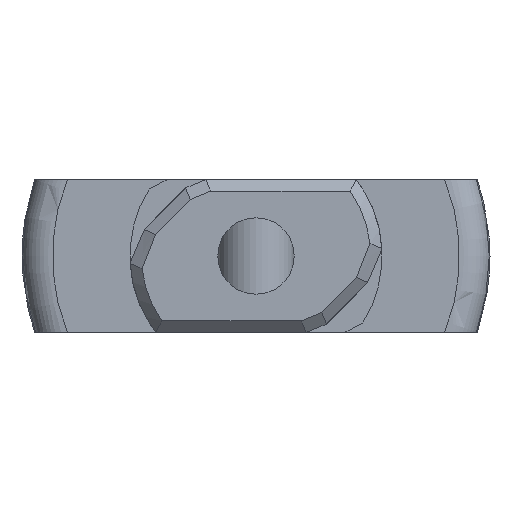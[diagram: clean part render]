
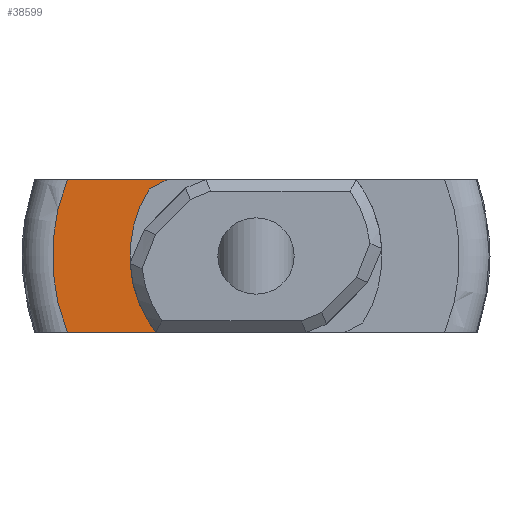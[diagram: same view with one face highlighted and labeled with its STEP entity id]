
A CAD part, left-side view. The second image highlights one B-rep face of the part: STEP entity #38599.
In plain terms, the highlighted planar face has unit normal (-1, 0, 0).
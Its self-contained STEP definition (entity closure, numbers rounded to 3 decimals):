
#722 = PLANE('',#723);
#723 = AXIS2_PLACEMENT_3D('',#724,#725,#726);
#724 = CARTESIAN_POINT('',(-6.25,-6.25,2.));
#725 = DIRECTION('',(0.,0.,1.));
#726 = DIRECTION('',(0.,1.,0.));
#17305 = VERTEX_POINT('',#17306);
#17306 = CARTESIAN_POINT('',(0.,4.94,2.));
#17340 = TOROIDAL_SURFACE('',#17341,5.329,0.8);
#17341 = AXIS2_PLACEMENT_3D('',#17342,#17343,#17344);
#17342 = CARTESIAN_POINT('',(0.8,0.,0.));
#17343 = DIRECTION('',(1.,0.,0.));
#17344 = DIRECTION('',(0.,0.,-1.));
#17374 = EDGE_CURVE('',#17305,#17375,#17377,.T.);
#17375 = VERTEX_POINT('',#17376);
#17376 = CARTESIAN_POINT('',(0.,2.327,2.));
#17377 = SURFACE_CURVE('',#17378,(#17382,#17389),.PCURVE_S1.);
#17378 = LINE('',#17379,#17380);
#17379 = CARTESIAN_POINT('',(0.,5.79,2.));
#17380 = VECTOR('',#17381,1.);
#17381 = DIRECTION('',(0.,-1.,0.));
#17382 = PCURVE('',#722,#17383);
#17383 = DEFINITIONAL_REPRESENTATION('',(#17384),#17388);
#17384 = LINE('',#17385,#17386);
#17385 = CARTESIAN_POINT('',(12.04,-6.25));
#17386 = VECTOR('',#17387,1.);
#17387 = DIRECTION('',(-1.,-0.));
#17388 = ( GEOMETRIC_REPRESENTATION_CONTEXT(2) 
PARAMETRIC_REPRESENTATION_CONTEXT() REPRESENTATION_CONTEXT('2D SPACE',''
  ) );
#17389 = PCURVE('',#17390,#17395);
#17390 = PLANE('',#17391);
#17391 = AXIS2_PLACEMENT_3D('',#17392,#17393,#17394);
#17392 = CARTESIAN_POINT('',(0.,5.329,
    0.));
#17393 = DIRECTION('',(-1.,0.,0.));
#17394 = DIRECTION('',(0.,0.,1.));
#17395 = DEFINITIONAL_REPRESENTATION('',(#17396),#17400);
#17396 = LINE('',#17397,#17398);
#17397 = CARTESIAN_POINT('',(2.,0.46));
#17398 = VECTOR('',#17399,1.);
#17399 = DIRECTION('',(0.,-1.));
#17400 = ( GEOMETRIC_REPRESENTATION_CONTEXT(2) 
PARAMETRIC_REPRESENTATION_CONTEXT() REPRESENTATION_CONTEXT('2D SPACE',''
  ) );
#17418 = PLANE('',#17419);
#17419 = AXIS2_PLACEMENT_3D('',#17420,#17421,#17422);
#17420 = CARTESIAN_POINT('',(-61.75,2.561,1.878));
#17421 = DIRECTION('',(0.,0.464,0.886
    ));
#17422 = DIRECTION('',(1.,0.,0.));
#34777 = PLANE('',#34778);
#34778 = AXIS2_PLACEMENT_3D('',#34779,#34780,#34781);
#34779 = CARTESIAN_POINT('',(-6.25,6.25,-2.));
#34780 = DIRECTION('',(0.,0.,-1.));
#34781 = DIRECTION('',(0.,-1.,0.));
#36874 = PLANE('',#36875);
#36875 = AXIS2_PLACEMENT_3D('',#36876,#36877,#36878);
#36876 = CARTESIAN_POINT('',(-61.75,2.561,-1.878));
#36877 = DIRECTION('',(0.,0.464,
    -0.886));
#36878 = DIRECTION('',(-1.,0.,0.));
#36894 = VERTEX_POINT('',#36895);
#36895 = CARTESIAN_POINT('',(0.,2.795,
    -1.755));
#36909 = CYLINDRICAL_SURFACE('',#36910,3.3);
#36910 = AXIS2_PLACEMENT_3D('',#36911,#36912,#36913);
#36911 = CARTESIAN_POINT('',(-61.75,0.,
    0.));
#36912 = DIRECTION('',(1.,0.,0.));
#36913 = DIRECTION('',(0.,1.,0.));
#36921 = EDGE_CURVE('',#36922,#36894,#36924,.T.);
#36922 = VERTEX_POINT('',#36923);
#36923 = CARTESIAN_POINT('',(0.,2.327,-2.));
#36924 = SURFACE_CURVE('',#36925,(#36929,#36936),.PCURVE_S1.);
#36925 = LINE('',#36926,#36927);
#36926 = CARTESIAN_POINT('',(0.,4.033,
    -1.107));
#36927 = VECTOR('',#36928,1.);
#36928 = DIRECTION('',(0.,0.886,0.464
    ));
#36929 = PCURVE('',#36874,#36930);
#36930 = DEFINITIONAL_REPRESENTATION('',(#36931),#36935);
#36931 = LINE('',#36932,#36933);
#36932 = CARTESIAN_POINT('',(-61.75,1.662));
#36933 = VECTOR('',#36934,1.);
#36934 = DIRECTION('',(0.,1.));
#36935 = ( GEOMETRIC_REPRESENTATION_CONTEXT(2) 
PARAMETRIC_REPRESENTATION_CONTEXT() REPRESENTATION_CONTEXT('2D SPACE',''
  ) );
#36936 = PCURVE('',#17390,#36937);
#36937 = DEFINITIONAL_REPRESENTATION('',(#36938),#36942);
#36938 = LINE('',#36939,#36940);
#36939 = CARTESIAN_POINT('',(-1.107,-1.296));
#36940 = VECTOR('',#36941,1.);
#36941 = DIRECTION('',(0.464,0.886));
#36942 = ( GEOMETRIC_REPRESENTATION_CONTEXT(2) 
PARAMETRIC_REPRESENTATION_CONTEXT() REPRESENTATION_CONTEXT('2D SPACE',''
  ) );
#37430 = EDGE_CURVE('',#36922,#37431,#37433,.T.);
#37431 = VERTEX_POINT('',#37432);
#37432 = CARTESIAN_POINT('',(0.,4.94,-2.));
#37433 = SURFACE_CURVE('',#37434,(#37438,#37445),.PCURVE_S1.);
#37434 = LINE('',#37435,#37436);
#37435 = CARTESIAN_POINT('',(0.,-0.46,-2.));
#37436 = VECTOR('',#37437,1.);
#37437 = DIRECTION('',(0.,1.,0.));
#37438 = PCURVE('',#34777,#37439);
#37439 = DEFINITIONAL_REPRESENTATION('',(#37440),#37444);
#37440 = LINE('',#37441,#37442);
#37441 = CARTESIAN_POINT('',(6.71,-6.25));
#37442 = VECTOR('',#37443,1.);
#37443 = DIRECTION('',(-1.,-0.));
#37444 = ( GEOMETRIC_REPRESENTATION_CONTEXT(2) 
PARAMETRIC_REPRESENTATION_CONTEXT() REPRESENTATION_CONTEXT('2D SPACE',''
  ) );
#37445 = PCURVE('',#17390,#37446);
#37446 = DEFINITIONAL_REPRESENTATION('',(#37447),#37451);
#37447 = LINE('',#37448,#37449);
#37448 = CARTESIAN_POINT('',(-2.,-5.79));
#37449 = VECTOR('',#37450,1.);
#37450 = DIRECTION('',(0.,1.));
#37451 = ( GEOMETRIC_REPRESENTATION_CONTEXT(2) 
PARAMETRIC_REPRESENTATION_CONTEXT() REPRESENTATION_CONTEXT('2D SPACE',''
  ) );
#38074 = EDGE_CURVE('',#38075,#17375,#38077,.T.);
#38075 = VERTEX_POINT('',#38076);
#38076 = CARTESIAN_POINT('',(0.,2.795,
    1.755));
#38077 = SURFACE_CURVE('',#38078,(#38082,#38089),.PCURVE_S1.);
#38078 = LINE('',#38079,#38080);
#38079 = CARTESIAN_POINT('',(0.,4.033,
    1.107));
#38080 = VECTOR('',#38081,1.);
#38081 = DIRECTION('',(0.,-0.886,
    0.464));
#38082 = PCURVE('',#17418,#38083);
#38083 = DEFINITIONAL_REPRESENTATION('',(#38084),#38088);
#38084 = LINE('',#38085,#38086);
#38085 = CARTESIAN_POINT('',(61.75,1.662));
#38086 = VECTOR('',#38087,1.);
#38087 = DIRECTION('',(0.,-1.));
#38088 = ( GEOMETRIC_REPRESENTATION_CONTEXT(2) 
PARAMETRIC_REPRESENTATION_CONTEXT() REPRESENTATION_CONTEXT('2D SPACE',''
  ) );
#38089 = PCURVE('',#17390,#38090);
#38090 = DEFINITIONAL_REPRESENTATION('',(#38091),#38095);
#38091 = LINE('',#38092,#38093);
#38092 = CARTESIAN_POINT('',(1.107,-1.296));
#38093 = VECTOR('',#38094,1.);
#38094 = DIRECTION('',(0.464,-0.886));
#38095 = ( GEOMETRIC_REPRESENTATION_CONTEXT(2) 
PARAMETRIC_REPRESENTATION_CONTEXT() REPRESENTATION_CONTEXT('2D SPACE',''
  ) );
#38124 = EDGE_CURVE('',#36894,#38075,#38125,.T.);
#38125 = SURFACE_CURVE('',#38126,(#38131,#38138),.PCURVE_S1.);
#38126 = CIRCLE('',#38127,3.3);
#38127 = AXIS2_PLACEMENT_3D('',#38128,#38129,#38130);
#38128 = CARTESIAN_POINT('',(0.,0.,
    0.));
#38129 = DIRECTION('',(1.,0.,0.));
#38130 = DIRECTION('',(0.,0.,1.));
#38131 = PCURVE('',#36909,#38132);
#38132 = DEFINITIONAL_REPRESENTATION('',(#38133),#38137);
#38133 = LINE('',#38134,#38135);
#38134 = CARTESIAN_POINT('',(1.571,61.75));
#38135 = VECTOR('',#38136,1.);
#38136 = DIRECTION('',(1.,0.));
#38137 = ( GEOMETRIC_REPRESENTATION_CONTEXT(2) 
PARAMETRIC_REPRESENTATION_CONTEXT() REPRESENTATION_CONTEXT('2D SPACE',''
  ) );
#38138 = PCURVE('',#17390,#38139);
#38139 = DEFINITIONAL_REPRESENTATION('',(#38140),#38148);
#38140 = ( BOUNDED_CURVE() B_SPLINE_CURVE(2,(#38141,#38142,#38143,#38144
    ,#38145,#38146,#38147),.UNSPECIFIED.,.T.,.F.) 
B_SPLINE_CURVE_WITH_KNOTS((1,2,2,2,2,1),(-2.094,0.,
    2.094,4.189,6.283,8.378),
.UNSPECIFIED.) CURVE() GEOMETRIC_REPRESENTATION_ITEM() 
RATIONAL_B_SPLINE_CURVE((1.,0.5,1.,0.5,1.,0.5,1.)) REPRESENTATION_ITEM(
  '') );
#38141 = CARTESIAN_POINT('',(3.3,-5.329));
#38142 = CARTESIAN_POINT('',(3.3,-11.045));
#38143 = CARTESIAN_POINT('',(-1.65,-8.187));
#38144 = CARTESIAN_POINT('',(-6.6,-5.329));
#38145 = CARTESIAN_POINT('',(-1.65,-2.471));
#38146 = CARTESIAN_POINT('',(3.3,0.387));
#38147 = CARTESIAN_POINT('',(3.3,-5.329));
#38148 = ( GEOMETRIC_REPRESENTATION_CONTEXT(2) 
PARAMETRIC_REPRESENTATION_CONTEXT() REPRESENTATION_CONTEXT('2D SPACE',''
  ) );
#38599 = ADVANCED_FACE('',(#38600),#17390,.T.);
#38600 = FACE_BOUND('',#38601,.T.);
#38601 = EDGE_LOOP('',(#38602,#38603,#38604,#38605,#38631,#38632));
#38602 = ORIENTED_EDGE('',*,*,#38124,.T.);
#38603 = ORIENTED_EDGE('',*,*,#38074,.T.);
#38604 = ORIENTED_EDGE('',*,*,#17374,.F.);
#38605 = ORIENTED_EDGE('',*,*,#38606,.F.);
#38606 = EDGE_CURVE('',#37431,#17305,#38607,.T.);
#38607 = SURFACE_CURVE('',#38608,(#38613,#38624),.PCURVE_S1.);
#38608 = CIRCLE('',#38609,5.329);
#38609 = AXIS2_PLACEMENT_3D('',#38610,#38611,#38612);
#38610 = CARTESIAN_POINT('',(0.,0.,0.)
  );
#38611 = DIRECTION('',(1.,0.,0.));
#38612 = DIRECTION('',(0.,0.,1.));
#38613 = PCURVE('',#17390,#38614);
#38614 = DEFINITIONAL_REPRESENTATION('',(#38615),#38623);
#38615 = ( BOUNDED_CURVE() B_SPLINE_CURVE(2,(#38616,#38617,#38618,#38619
    ,#38620,#38621,#38622),.UNSPECIFIED.,.T.,.F.) 
B_SPLINE_CURVE_WITH_KNOTS((1,2,2,2,2,1),(-2.094,0.,
    2.094,4.189,6.283,8.378),
.UNSPECIFIED.) CURVE() GEOMETRIC_REPRESENTATION_ITEM() 
RATIONAL_B_SPLINE_CURVE((1.,0.5,1.,0.5,1.,0.5,1.)) REPRESENTATION_ITEM(
  '') );
#38616 = CARTESIAN_POINT('',(5.329,-5.329));
#38617 = CARTESIAN_POINT('',(5.329,-14.56));
#38618 = CARTESIAN_POINT('',(-2.665,-9.945));
#38619 = CARTESIAN_POINT('',(-10.659,-5.329));
#38620 = CARTESIAN_POINT('',(-2.665,-0.714));
#38621 = CARTESIAN_POINT('',(5.329,3.901));
#38622 = CARTESIAN_POINT('',(5.329,-5.329));
#38623 = ( GEOMETRIC_REPRESENTATION_CONTEXT(2) 
PARAMETRIC_REPRESENTATION_CONTEXT() REPRESENTATION_CONTEXT('2D SPACE',''
  ) );
#38624 = PCURVE('',#17340,#38625);
#38625 = DEFINITIONAL_REPRESENTATION('',(#38626),#38630);
#38626 = LINE('',#38627,#38628);
#38627 = CARTESIAN_POINT('',(-3.142,4.712));
#38628 = VECTOR('',#38629,1.);
#38629 = DIRECTION('',(1.,0.));
#38630 = ( GEOMETRIC_REPRESENTATION_CONTEXT(2) 
PARAMETRIC_REPRESENTATION_CONTEXT() REPRESENTATION_CONTEXT('2D SPACE',''
  ) );
#38631 = ORIENTED_EDGE('',*,*,#37430,.F.);
#38632 = ORIENTED_EDGE('',*,*,#36921,.T.);
